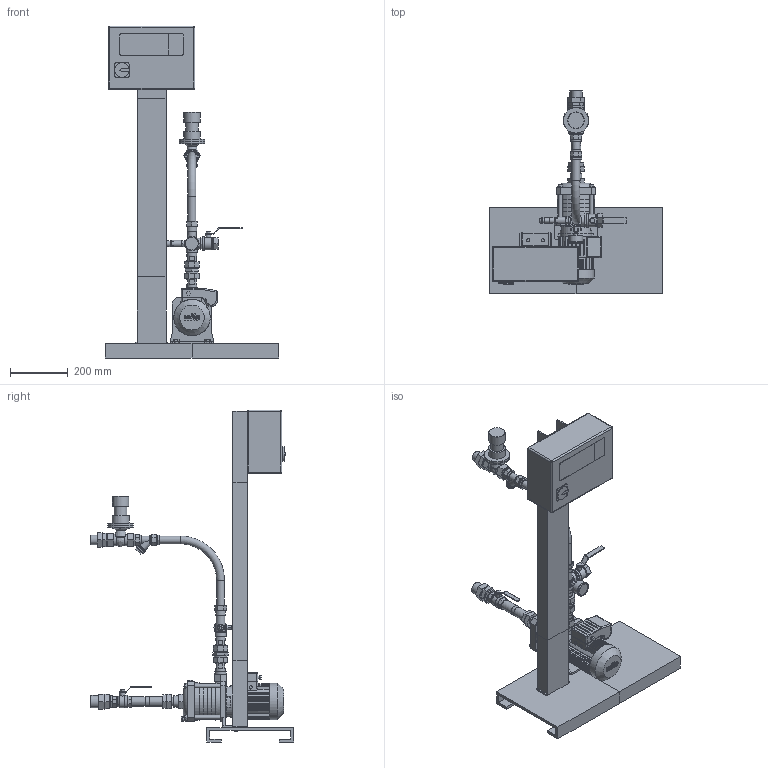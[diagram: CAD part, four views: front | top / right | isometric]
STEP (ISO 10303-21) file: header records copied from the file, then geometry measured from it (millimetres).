
FILE_DESCRIPTION(/* description */ (''),/* implementation_level */ '2;1');
FILE_NAME(/* name */ '3d_WEH-1-304-M_CE-4157252.stp',/* time_stamp */ '2020-11-04T13:31:04+01:00',/* author */ ('Andrzej'),/* organization */ (''),/* preprocessor_version */ 'ST-DEVELOPER v16.13',/* originating_system */ 'AutoCAD Mechanical',/* authorisation */ '');
FILE_SCHEMA (('AUTOMOTIVE_DESIGN { 1 0 10303 214 3 1 1 }'));
Length unit declared in the file: millimetre
Products named in the file (1): Product
Bounding box: 600 x 703.25 x 1150 mm (x, y, z)
Volume: 19097559.9 mm3; surface area: 2306477.4 mm2
Topology: 53 solids, 53 shells, 1223 faces, 2964 edges, 1899 vertices
Faces by surface type: plane 838, cylinder 279, bspline 37, cone 31, sphere 28, torus 10
Full cylindrical faces by diameter (mm): 10 x1, 11 x5, 11.8 x1, 12 x4, 12.8 x1, 13.454 x4, 14 x1, 15 x5, 15.7 x1, 17 x1, 17.2 x1, 18 x2, 18.1 x1, 18.8 x1, 19.2 x1, 20 x2, 22.8 x2, 26.9 x2, 27.3 x1, 29.7 x1, 30 x1, 32.4 x2, 33.7 x10, 34 x1, 34.8 x1, 36.4 x1, 38 x1, 38.1 x1, 39.4 x2, 39.7 x2
Entity records: 35625 total; most frequent: CARTESIAN_POINT 7532, DIRECTION 5770, ORIENTED_EDGE 5542, EDGE_CURVE 2771, LINE 1924, VECTOR 1924, AXIS2_PLACEMENT_3D 1923, VERTEX_POINT 1855
